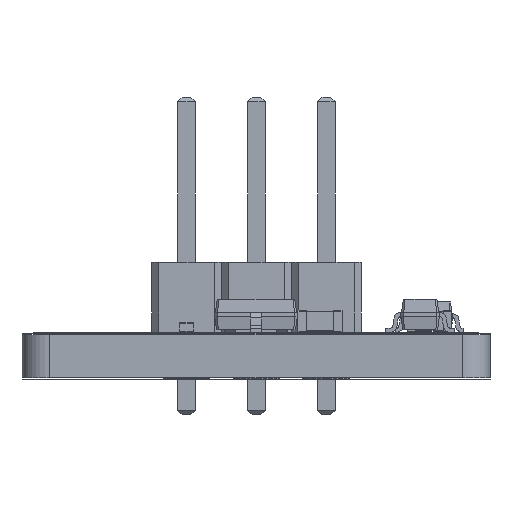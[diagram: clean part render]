
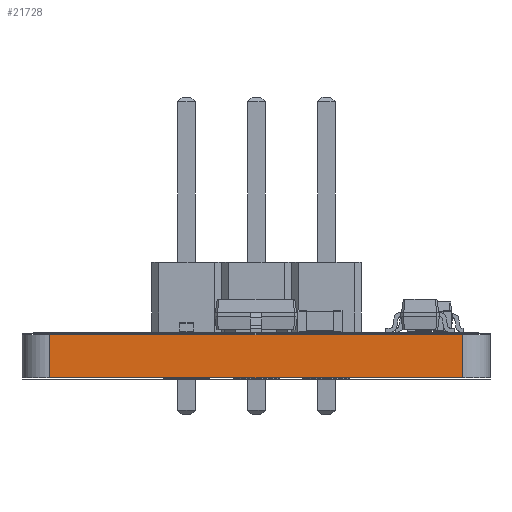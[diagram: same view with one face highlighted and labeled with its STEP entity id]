
A CAD part, front view. The second image highlights one B-rep face of the part: STEP entity #21728.
In plain terms, the highlighted planar face has unit normal (0, -1, 0).
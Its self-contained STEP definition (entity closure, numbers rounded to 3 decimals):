
#21465 = VERTEX_POINT('',#21466);
#21466 = CARTESIAN_POINT('',(110.5,-116.,0.));
#21473 = EDGE_CURVE('',#21474,#21465,#21476,.T.);
#21474 = VERTEX_POINT('',#21475);
#21475 = CARTESIAN_POINT('',(125.5,-116.,0.));
#21476 = LINE('',#21477,#21478);
#21477 = CARTESIAN_POINT('',(125.5,-116.,0.));
#21478 = VECTOR('',#21479,1.);
#21479 = DIRECTION('',(-1.,0.,0.));
#21583 = VERTEX_POINT('',#21584);
#21584 = CARTESIAN_POINT('',(110.5,-116.,1.57));
#21591 = EDGE_CURVE('',#21592,#21583,#21594,.T.);
#21592 = VERTEX_POINT('',#21593);
#21593 = CARTESIAN_POINT('',(125.5,-116.,1.57));
#21594 = LINE('',#21595,#21596);
#21595 = CARTESIAN_POINT('',(125.5,-116.,1.57));
#21596 = VECTOR('',#21597,1.);
#21597 = DIRECTION('',(-1.,0.,0.));
#21700 = EDGE_CURVE('',#21474,#21592,#21701,.T.);
#21701 = LINE('',#21702,#21703);
#21702 = CARTESIAN_POINT('',(125.5,-116.,0.));
#21703 = VECTOR('',#21704,1.);
#21704 = DIRECTION('',(0.,0.,1.));
#21728 = ADVANCED_FACE('',(#21729),#21740,.T.);
#21729 = FACE_BOUND('',#21730,.T.);
#21730 = EDGE_LOOP('',(#21731,#21732,#21733,#21739));
#21731 = ORIENTED_EDGE('',*,*,#21700,.T.);
#21732 = ORIENTED_EDGE('',*,*,#21591,.T.);
#21733 = ORIENTED_EDGE('',*,*,#21734,.F.);
#21734 = EDGE_CURVE('',#21465,#21583,#21735,.T.);
#21735 = LINE('',#21736,#21737);
#21736 = CARTESIAN_POINT('',(110.5,-116.,0.));
#21737 = VECTOR('',#21738,1.);
#21738 = DIRECTION('',(0.,0.,1.));
#21739 = ORIENTED_EDGE('',*,*,#21473,.F.);
#21740 = PLANE('',#21741);
#21741 = AXIS2_PLACEMENT_3D('',#21742,#21743,#21744);
#21742 = CARTESIAN_POINT('',(125.5,-116.,0.));
#21743 = DIRECTION('',(0.,-1.,0.));
#21744 = DIRECTION('',(-1.,0.,0.));
